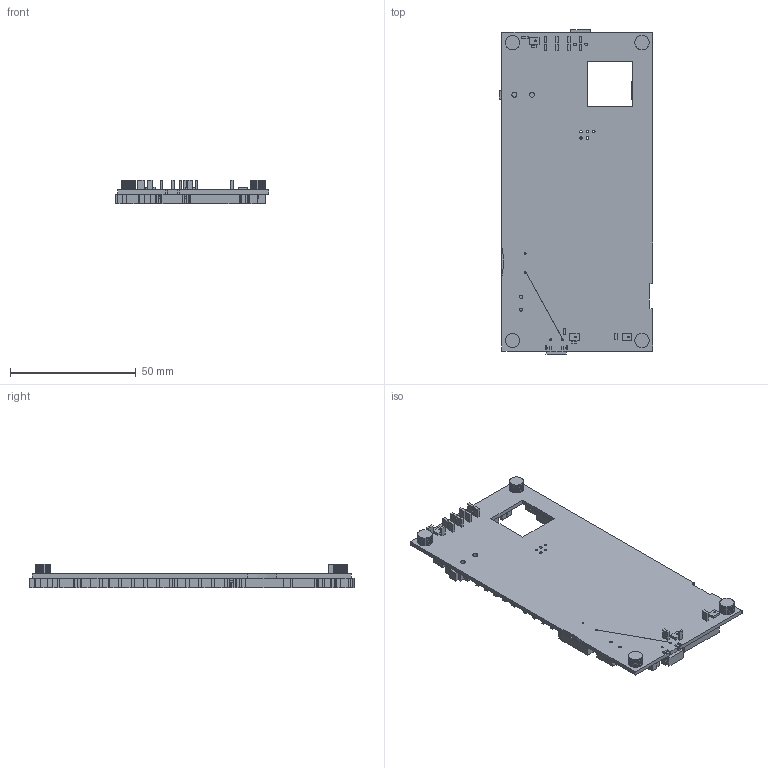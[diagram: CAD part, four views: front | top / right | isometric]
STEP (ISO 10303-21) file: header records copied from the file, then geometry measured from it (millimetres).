
FILE_DESCRIPTION(('Open CASCADE Model'),'2;1');
FILE_NAME('Open CASCADE Shape Model','2022-03-15T10:46:18',('Author'),( 'Open CASCADE'),'Open CASCADE STEP processor 6.8','Open CASCADE 6.8' ,'Unknown');
FILE_SCHEMA(('AUTOMOTIVE_DESIGN { 1 0 10303 214 1 1 1 1 }'));
Length unit declared in the file: millimetre
Products named in the file (340): PCB; Board; Open CASCADE STEP translator 6.8 1.1.1; HW3; 6625268640; Extruded; U11; VFBGA90-1; 4493539936; CN9; 6422926160; CN11; 6422924240; U4; 6422927520; U2; 6625274000; Cylinder; 6625273600; 6625273360; 6625272960; U1; U6; R55; 4493534496; R39; 4493534736; R40; R152; R9; R38; R28; R122; R149; R13; 4493535856; R20; 6422928320; R116; R3 ...
Assembly tree (543 placements, depth 4):
  PCB
    Board
      Open CASCADE STEP translator 6.8 1.1.1
    HW3
      6625268640
        Extruded
    U11
      VFBGA90-1
      4493539936
        Extruded
    CN9
      6422926160
        Extruded
    CN11
      6422924240
        Extruded
    U4
      6422927520
        Extruded
    U2
      6625274000
        Cylinder
      6625273600
        Cylinder
      6625273360
        Extruded
      6625272960
        Cylinder
    U1
      6625274000
        Cylinder
      6625273600
        Cylinder
      6625273360
        Extruded
      6625272960
        Cylinder
    U6
      6625274000
        Cylinder
      6625273600
        Cylinder
      6625273360
        Extruded
      6625272960
        Cylinder
    R55
      4493534496
        Extruded
    R39
      4493534736
        Extruded
    R40
      4493534736
        Extruded
    R152
      4493534736
        Extruded
    R9
      4493534496
Bounding box: 61.03 x 129.39 x 9.22 mm (x, y, z)
Volume: 21305 mm3; surface area: 31015.9 mm2
Topology: 283 solids, 283 shells, 5037 faces, 12200 edges, 7920 vertices
Faces by surface type: plane 3980, cylinder 460, bspline 363, revolution 180, sphere 52, cone 2
Full cylindrical faces by diameter (mm): 0.2 x3, 0.5 x3, 0.7 x3, 0.711 x2, 0.8 x1, 0.991 x2, 1.016 x5, 1.194 x2, 2.007 x2, 2.997 x4
Entity records: 58023 total; most frequent: CARTESIAN_POINT 13423, DIRECTION 7324, ORIENTED_EDGE 6636, EDGE_CURVE 3314, LINE 2432, VECTOR 2432, AXIS2_PLACEMENT_3D 2356, VERTEX_POINT 2188
